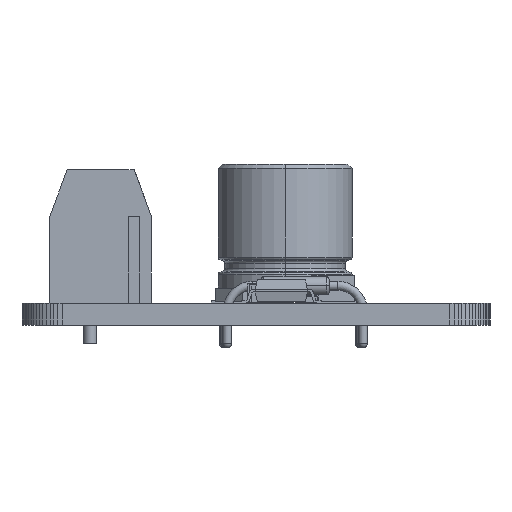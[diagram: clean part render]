
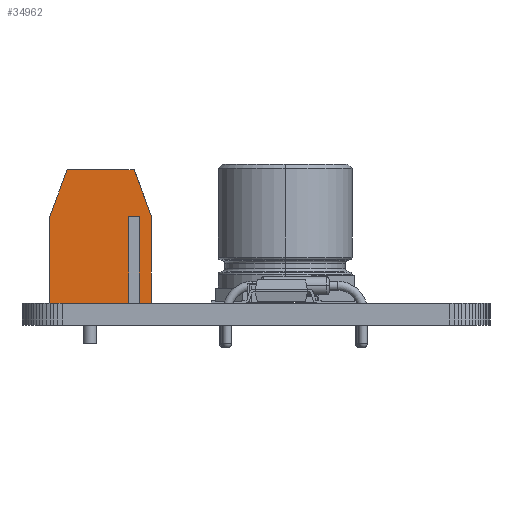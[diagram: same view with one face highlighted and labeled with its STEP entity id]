
A CAD part, left-side view. The second image highlights one B-rep face of the part: STEP entity #34962.
In plain terms, the highlighted face is planar.
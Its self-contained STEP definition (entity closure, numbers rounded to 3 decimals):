
#34962 = ADVANCED_FACE('',(#34963),#35045,.F.);
#34963 = FACE_BOUND('',#34964,.T.);
#34964 = EDGE_LOOP('',(#34965,#34975,#34983,#34991,#34999,#35007,#35015,
    #35023,#35031,#35039));
#34965 = ORIENTED_EDGE('',*,*,#34966,.F.);
#34966 = EDGE_CURVE('',#34967,#34969,#34971,.T.);
#34967 = VERTEX_POINT('',#34968);
#34968 = CARTESIAN_POINT('',(5.,6.5,-2.118));
#34969 = VERTEX_POINT('',#34970);
#34970 = CARTESIAN_POINT('',(5.,0.,-2.118));
#34971 = LINE('',#34972,#34973);
#34972 = CARTESIAN_POINT('',(5.,6.5,-2.118));
#34973 = VECTOR('',#34974,1.);
#34974 = DIRECTION('',(0.,-1.,0.));
#34975 = ORIENTED_EDGE('',*,*,#34976,.T.);
#34976 = EDGE_CURVE('',#34967,#34977,#34979,.T.);
#34977 = VERTEX_POINT('',#34978);
#34978 = CARTESIAN_POINT('',(5.,6.5,-2.882));
#34979 = LINE('',#34980,#34981);
#34980 = CARTESIAN_POINT('',(5.,6.5,-2.118));
#34981 = VECTOR('',#34982,1.);
#34982 = DIRECTION('',(0.,0.,-1.));
#34983 = ORIENTED_EDGE('',*,*,#34984,.T.);
#34984 = EDGE_CURVE('',#34977,#34985,#34987,.T.);
#34985 = VERTEX_POINT('',#34986);
#34986 = CARTESIAN_POINT('',(5.,0.,-2.882));
#34987 = LINE('',#34988,#34989);
#34988 = CARTESIAN_POINT('',(5.,6.5,-2.882));
#34989 = VECTOR('',#34990,1.);
#34990 = DIRECTION('',(0.,-1.,0.));
#34991 = ORIENTED_EDGE('',*,*,#34992,.T.);
#34992 = EDGE_CURVE('',#34985,#34993,#34995,.T.);
#34993 = VERTEX_POINT('',#34994);
#34994 = CARTESIAN_POINT('',(5.,0.,-3.8));
#34995 = LINE('',#34996,#34997);
#34996 = CARTESIAN_POINT('',(5.,0.,-3.8));
#34997 = VECTOR('',#34998,1.);
#34998 = DIRECTION('',(0.,0.,-1.));
#34999 = ORIENTED_EDGE('',*,*,#35000,.F.);
#35000 = EDGE_CURVE('',#35001,#34993,#35003,.T.);
#35001 = VERTEX_POINT('',#35002);
#35002 = CARTESIAN_POINT('',(5.,6.5,-3.8));
#35003 = LINE('',#35004,#35005);
#35004 = CARTESIAN_POINT('',(5.,10.,-3.8));
#35005 = VECTOR('',#35006,1.);
#35006 = DIRECTION('',(0.,-1.,0.));
#35007 = ORIENTED_EDGE('',*,*,#35008,.T.);
#35008 = EDGE_CURVE('',#35001,#35009,#35011,.T.);
#35009 = VERTEX_POINT('',#35010);
#35010 = CARTESIAN_POINT('',(5.,10.,-2.5));
#35011 = LINE('',#35012,#35013);
#35012 = CARTESIAN_POINT('',(5.,10.,-2.5));
#35013 = VECTOR('',#35014,1.);
#35014 = DIRECTION('',(0.,0.937,0.348));
#35015 = ORIENTED_EDGE('',*,*,#35016,.F.);
#35016 = EDGE_CURVE('',#35017,#35009,#35019,.T.);
#35017 = VERTEX_POINT('',#35018);
#35018 = CARTESIAN_POINT('',(5.,10.,2.5));
#35019 = LINE('',#35020,#35021);
#35020 = CARTESIAN_POINT('',(5.,10.,-3.8));
#35021 = VECTOR('',#35022,1.);
#35022 = DIRECTION('',(0.,0.,-1.));
#35023 = ORIENTED_EDGE('',*,*,#35024,.T.);
#35024 = EDGE_CURVE('',#35017,#35025,#35027,.T.);
#35025 = VERTEX_POINT('',#35026);
#35026 = CARTESIAN_POINT('',(5.,6.5,3.8));
#35027 = LINE('',#35028,#35029);
#35028 = CARTESIAN_POINT('',(5.,6.5,3.8));
#35029 = VECTOR('',#35030,1.);
#35030 = DIRECTION('',(0.,-0.937,0.348));
#35031 = ORIENTED_EDGE('',*,*,#35032,.T.);
#35032 = EDGE_CURVE('',#35025,#35033,#35035,.T.);
#35033 = VERTEX_POINT('',#35034);
#35034 = CARTESIAN_POINT('',(5.,0.,3.8));
#35035 = LINE('',#35036,#35037);
#35036 = CARTESIAN_POINT('',(5.,10.,3.8));
#35037 = VECTOR('',#35038,1.);
#35038 = DIRECTION('',(0.,-1.,0.));
#35039 = ORIENTED_EDGE('',*,*,#35040,.T.);
#35040 = EDGE_CURVE('',#35033,#34969,#35041,.T.);
#35041 = LINE('',#35042,#35043);
#35042 = CARTESIAN_POINT('',(5.,0.,-3.8));
#35043 = VECTOR('',#35044,1.);
#35044 = DIRECTION('',(0.,0.,-1.));
#35045 = PLANE('',#35046);
#35046 = AXIS2_PLACEMENT_3D('',#35047,#35048,#35049);
#35047 = CARTESIAN_POINT('',(5.,10.,-3.8));
#35048 = DIRECTION('',(-1.,0.,0.));
#35049 = DIRECTION('',(0.,0.,1.));
